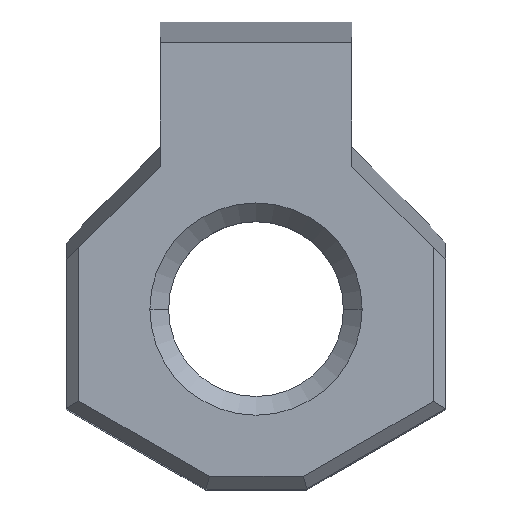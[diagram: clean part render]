
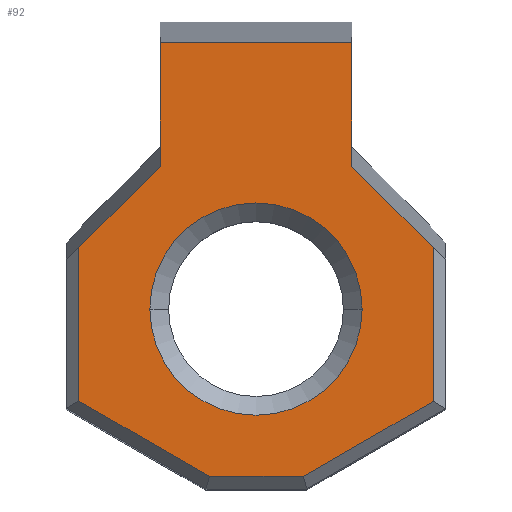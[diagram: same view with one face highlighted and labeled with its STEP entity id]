
A CAD part, top view. The second image highlights one B-rep face of the part: STEP entity #92.
In plain terms, the highlighted planar face has unit normal (0, 0, 1).
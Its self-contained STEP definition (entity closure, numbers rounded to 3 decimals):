
#2 = DIRECTION ( 'NONE',  ( 1., 0., 0. ) ) ;
#42 = VERTEX_POINT ( 'NONE', #1059 ) ;
#60 = CARTESIAN_POINT ( 'NONE',  ( 1.53, 7.159, 6.5 ) ) ;
#82 = VECTOR ( 'NONE', #184, 1000. ) ;
#92 = ADVANCED_FACE ( 'NONE', ( #522, #136 ), #1020, .T. ) ;
#101 = ORIENTED_EDGE ( 'NONE', *, *, #409, .T. ) ;
#108 = VECTOR ( 'NONE', #504, 1000. ) ;
#115 = CARTESIAN_POINT ( 'NONE',  ( -0.699, 0.183, 6.5 ) ) ;
#120 = ORIENTED_EDGE ( 'NONE', *, *, #1076, .T. ) ;
#123 = CARTESIAN_POINT ( 'NONE',  ( -2.84, 1.42, 6.5 ) ) ;
#136 = FACE_OUTER_BOUND ( 'NONE', #896, .T. ) ;
#140 = CARTESIAN_POINT ( 'NONE',  ( -3.347, 3.378, 6.5 ) ) ;
#157 = DIRECTION ( 'NONE',  ( 0., 1., 0. ) ) ;
#162 = VECTOR ( 'NONE', #235, 1000. ) ;
#165 = CARTESIAN_POINT ( 'NONE',  ( 2.84, 3.682, 6.5 ) ) ;
#169 = CARTESIAN_POINT ( 'NONE',  ( 1.7, 2.89, 6.5 ) ) ;
#179 = LINE ( 'NONE', #165, #252 ) ;
#181 = CIRCLE ( 'NONE', #748, 1.7 ) ;
#184 = DIRECTION ( 'NONE',  ( 1., 0., 0. ) ) ;
#185 = CARTESIAN_POINT ( 'NONE',  ( 2.84, 1.411, 6.5 ) ) ;
#198 = ORIENTED_EDGE ( 'NONE', *, *, #514, .T. ) ;
#202 = LINE ( 'NONE', #581, #856 ) ;
#235 = DIRECTION ( 'NONE',  ( -0.71, 0.704, 0. ) ) ;
#244 = DIRECTION ( 'NONE',  ( 0., 0., 1. ) ) ;
#252 = VECTOR ( 'NONE', #157, 1000. ) ;
#258 = VERTEX_POINT ( 'NONE', #1249 ) ;
#271 = LINE ( 'NONE', #645, #632 ) ;
#273 = VECTOR ( 'NONE', #660, 1000. ) ;
#276 = CARTESIAN_POINT ( 'NONE',  ( 0., 2.89, 6.5 ) ) ;
#285 = CARTESIAN_POINT ( 'NONE',  ( 2.94, 1.469, 6.5 ) ) ;
#326 = LINE ( 'NONE', #708, #1045 ) ;
#337 = VERTEX_POINT ( 'NONE', #123 ) ;
#343 = VERTEX_POINT ( 'NONE', #185 ) ;
#347 = VERTEX_POINT ( 'NONE', #169 ) ;
#374 = EDGE_CURVE ( 'NONE', #343, #872, #179, .T. ) ;
#408 = DIRECTION ( 'NONE',  ( 0., 1., 0. ) ) ;
#409 = EDGE_CURVE ( 'NONE', #513, #905, #494, .T. ) ;
#414 = CARTESIAN_POINT ( 'NONE',  ( 1.53, 5.5, 6.5 ) ) ;
#425 = VERTEX_POINT ( 'NONE', #529 ) ;
#486 = CARTESIAN_POINT ( 'NONE',  ( 0., 2.89, 6.5 ) ) ;
#494 = LINE ( 'NONE', #414, #662 ) ;
#504 = DIRECTION ( 'NONE',  ( 0.866, -0.5, 0. ) ) ;
#513 = VERTEX_POINT ( 'NONE', #840 ) ;
#514 = EDGE_CURVE ( 'NONE', #347, #258, #562, .T. ) ;
#522 = FACE_BOUND ( 'NONE', #999, .T. ) ;
#527 = DIRECTION ( 'NONE',  ( -0.71, -0.704, 0. ) ) ;
#529 = CARTESIAN_POINT ( 'NONE',  ( -1.53, 5.178, 6.5 ) ) ;
#531 = ORIENTED_EDGE ( 'NONE', *, *, #1010, .T. ) ;
#544 = VERTEX_POINT ( 'NONE', #754 ) ;
#562 = CIRCLE ( 'NONE', #1116, 1.7 ) ;
#565 = EDGE_CURVE ( 'NONE', #544, #343, #1153, .T. ) ;
#581 = CARTESIAN_POINT ( 'NONE',  ( -1.53, 5.5, 6.5 ) ) ;
#621 = CARTESIAN_POINT ( 'NONE',  ( 0., 0., 6.5 ) ) ;
#630 = ORIENTED_EDGE ( 'NONE', *, *, #565, .T. ) ;
#632 = VECTOR ( 'NONE', #1049, 1000. ) ;
#645 = CARTESIAN_POINT ( 'NONE',  ( -2.84, 1.302, 6.5 ) ) ;
#651 = EDGE_CURVE ( 'NONE', #258, #347, #181, .T. ) ;
#652 = DIRECTION ( 'NONE',  ( 0., 0., -1. ) ) ;
#659 = LINE ( 'NONE', #1061, #82 ) ;
#660 = DIRECTION ( 'NONE',  ( 0.866, 0.5, 0. ) ) ;
#662 = VECTOR ( 'NONE', #408, 1000. ) ;
#670 = ORIENTED_EDGE ( 'NONE', *, *, #651, .T. ) ;
#675 = VERTEX_POINT ( 'NONE', #1081 ) ;
#708 = CARTESIAN_POINT ( 'NONE',  ( 0., 7.159, 6.5 ) ) ;
#710 = LINE ( 'NONE', #1105, #162 ) ;
#735 = CARTESIAN_POINT ( 'NONE',  ( 2.84, 3.88, 6.5 ) ) ;
#748 = AXIS2_PLACEMENT_3D ( 'NONE', #486, #874, #2 ) ;
#752 = ORIENTED_EDGE ( 'NONE', *, *, #775, .T. ) ;
#754 = CARTESIAN_POINT ( 'NONE',  ( 0.758, 0.21, 6.5 ) ) ;
#761 = EDGE_CURVE ( 'NONE', #337, #675, #1000, .T. ) ;
#764 = ORIENTED_EDGE ( 'NONE', *, *, #900, .T. ) ;
#775 = EDGE_CURVE ( 'NONE', #872, #513, #710, .T. ) ;
#836 = EDGE_CURVE ( 'NONE', #425, #42, #1025, .T. ) ;
#840 = CARTESIAN_POINT ( 'NONE',  ( 1.53, 5.178, 6.5 ) ) ;
#856 = VECTOR ( 'NONE', #971, 1000. ) ;
#872 = VERTEX_POINT ( 'NONE', #735 ) ;
#874 = DIRECTION ( 'NONE',  ( 0., 0., -1. ) ) ;
#881 = VECTOR ( 'NONE', #527, 1000. ) ;
#894 = ORIENTED_EDGE ( 'NONE', *, *, #761, .T. ) ;
#896 = EDGE_LOOP ( 'NONE', ( #630, #1227, #752, #101, #1146, #120, #1056, #764, #894, #531 ) ) ;
#900 = EDGE_CURVE ( 'NONE', #42, #337, #271, .T. ) ;
#905 = VERTEX_POINT ( 'NONE', #60 ) ;
#971 = DIRECTION ( 'NONE',  ( 0., -1., 0. ) ) ;
#999 = EDGE_LOOP ( 'NONE', ( #198, #670 ) ) ;
#1000 = LINE ( 'NONE', #115, #108 ) ;
#1010 = EDGE_CURVE ( 'NONE', #675, #544, #659, .T. ) ;
#1020 = PLANE ( 'NONE',  #1217 ) ;
#1025 = LINE ( 'NONE', #140, #881 ) ;
#1039 = VERTEX_POINT ( 'NONE', #1250 ) ;
#1045 = VECTOR ( 'NONE', #1104, 1000. ) ;
#1049 = DIRECTION ( 'NONE',  ( 0., -1., 0. ) ) ;
#1053 = DIRECTION ( 'NONE',  ( 1., 0., 0. ) ) ;
#1056 = ORIENTED_EDGE ( 'NONE', *, *, #836, .T. ) ;
#1059 = CARTESIAN_POINT ( 'NONE',  ( -2.84, 3.88, 6.5 ) ) ;
#1061 = CARTESIAN_POINT ( 'NONE',  ( 0.812, 0.21, 6.5 ) ) ;
#1076 = EDGE_CURVE ( 'NONE', #1039, #425, #202, .T. ) ;
#1081 = CARTESIAN_POINT ( 'NONE',  ( -0.744, 0.21, 6.5 ) ) ;
#1104 = DIRECTION ( 'NONE',  ( -1., 0., 0. ) ) ;
#1105 = CARTESIAN_POINT ( 'NONE',  ( 3.347, 3.378, 6.5 ) ) ;
#1111 = DIRECTION ( 'NONE',  ( 1., 0., 0. ) ) ;
#1116 = AXIS2_PLACEMENT_3D ( 'NONE', #276, #652, #1053 ) ;
#1146 = ORIENTED_EDGE ( 'NONE', *, *, #1211, .T. ) ;
#1153 = LINE ( 'NONE', #285, #273 ) ;
#1211 = EDGE_CURVE ( 'NONE', #905, #1039, #326, .T. ) ;
#1217 = AXIS2_PLACEMENT_3D ( 'NONE', #621, #244, #1111 ) ;
#1227 = ORIENTED_EDGE ( 'NONE', *, *, #374, .T. ) ;
#1249 = CARTESIAN_POINT ( 'NONE',  ( -1.7, 2.89, 6.5 ) ) ;
#1250 = CARTESIAN_POINT ( 'NONE',  ( -1.53, 7.159, 6.5 ) ) ;
